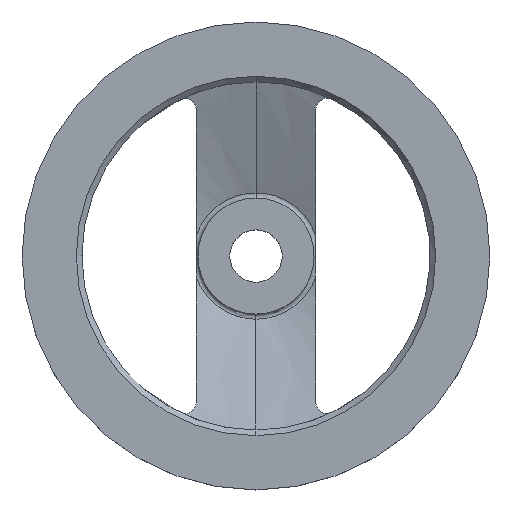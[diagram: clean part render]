
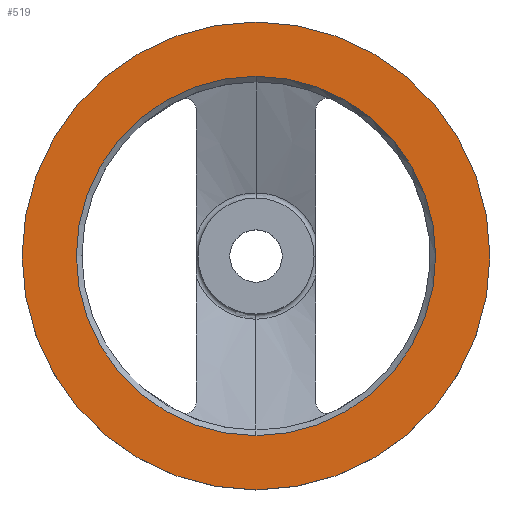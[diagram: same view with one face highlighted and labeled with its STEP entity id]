
A CAD part, top view. The second image highlights one B-rep face of the part: STEP entity #519.
In plain terms, the highlighted planar face has unit normal (0, 0, 1).
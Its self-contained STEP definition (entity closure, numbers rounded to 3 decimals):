
#281=VERTEX_POINT('',#684);
#331=VERTEX_POINT('',#740);
#419=EDGE_CURVE('',#331,#503,#833,.T.);
#457=EDGE_CURVE('',#469,#281,#876,.T.);
#469=VERTEX_POINT('',#891);
#503=VERTEX_POINT('',#928);
#519=ADVANCED_FACE('',(#946,#947),#948,.T.);
#577=EDGE_CURVE('',#281,#469,#1011,.T.);
#587=EDGE_CURVE('',#503,#331,#1021,.T.);
#684=CARTESIAN_POINT('',(0.,62.5,33.));
#740=CARTESIAN_POINT('',(0.,48.0,33.));
#833=CIRCLE('',#1482,48.0);
#876=CIRCLE('',#1561,62.5);
#891=CARTESIAN_POINT('',(0.,-62.5,33.));
#928=CARTESIAN_POINT('',(0.,-48.0,33.));
#946=FACE_BOUND('',#1681,.T.);
#947=FACE_OUTER_BOUND('',#1682,.T.);
#948=PLANE('',#1683);
#1011=CIRCLE('',#1857,62.5);
#1021=CIRCLE('',#1871,48.0);
#1482=AXIS2_PLACEMENT_3D('',#2133,#2134,#2135);
#1561=AXIS2_PLACEMENT_3D('',#2192,#2193,#2194);
#1681=EDGE_LOOP('',(#2282,#2283));
#1682=EDGE_LOOP('',(#2284,#2285));
#1683=AXIS2_PLACEMENT_3D('',#2286,#2287,#2288);
#1857=AXIS2_PLACEMENT_3D('',#2357,#2358,#2359);
#1871=AXIS2_PLACEMENT_3D('',#2369,#2370,#2371);
#2133=CARTESIAN_POINT('',(0.,0.,33.));
#2134=DIRECTION('',(0.,0.,1.0));
#2135=DIRECTION('',(0.,1.0,0.));
#2192=CARTESIAN_POINT('',(0.,0.,33.));
#2193=DIRECTION('',(0.,0.,1.0));
#2194=DIRECTION('',(0.,1.0,0.));
#2282=ORIENTED_EDGE('',*,*,#419,.F.);
#2283=ORIENTED_EDGE('',*,*,#587,.F.);
#2284=ORIENTED_EDGE('',*,*,#577,.T.);
#2285=ORIENTED_EDGE('',*,*,#457,.T.);
#2286=CARTESIAN_POINT('',(0.,55.25,33.));
#2287=DIRECTION('',(0.,0.,1.0));
#2288=DIRECTION('',(0.,1.0,0.0));
#2357=CARTESIAN_POINT('',(0.,0.,33.));
#2358=DIRECTION('',(0.,0.,1.0));
#2359=DIRECTION('',(0.,1.0,0.));
#2369=CARTESIAN_POINT('',(0.,0.,33.));
#2370=DIRECTION('',(0.,0.,1.0));
#2371=DIRECTION('',(0.,1.0,0.));
